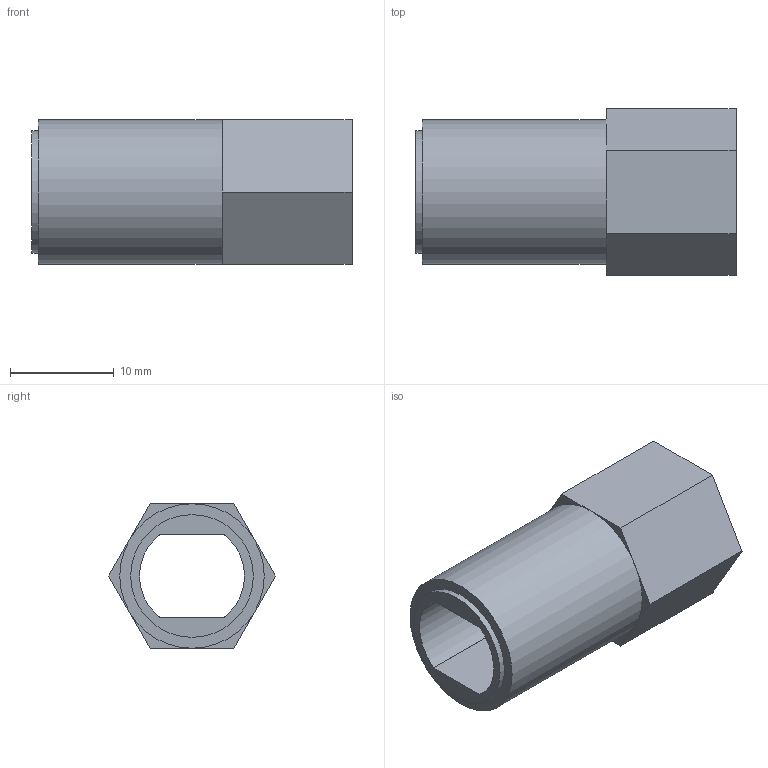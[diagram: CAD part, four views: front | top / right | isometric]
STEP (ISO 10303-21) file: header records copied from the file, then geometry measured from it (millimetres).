
FILE_DESCRIPTION(('FreeCAD Model'),'2;1');
FILE_NAME('Open CASCADE Shape Model','2023-10-20T09:15:37',(''),(''), 'Open CASCADE STEP processor 7.6','FreeCAD','Unknown');
FILE_SCHEMA(('AUTOMOTIVE_DESIGN { 1 0 10303 214 1 1 1 1 }'));
Length unit declared in the file: millimetre
Products named in the file (1): left_wheel_hex
Bounding box: 30.8 x 16.05 x 13.9 mm (x, y, z)
Volume: 2666.5 mm3; surface area: 2536.8 mm2
Topology: 1 solids, 1 shells, 25 faces, 60 edges, 38 vertices
Faces by surface type: plane 21, cylinder 4
Full cylindrical faces by diameter (mm): 11.8 x1, 13.9 x1
Entity records: 1526 total; most frequent: DIRECTION 246, CARTESIAN_POINT 244, LINE 152, VECTOR 152, ORIENTED_EDGE 120, PCURVE 120, DEFINITIONAL_REPRESENTATION 120, EDGE_CURVE 60
